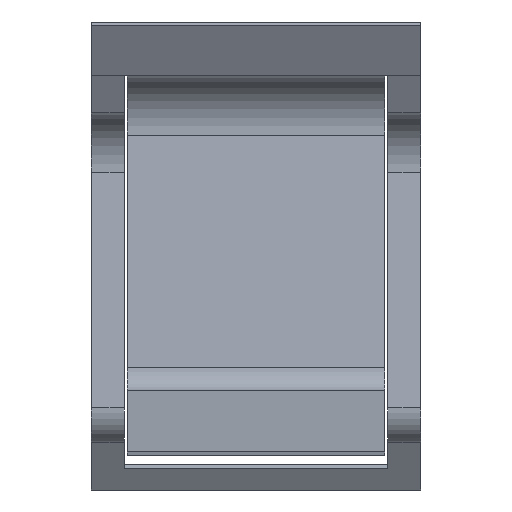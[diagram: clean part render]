
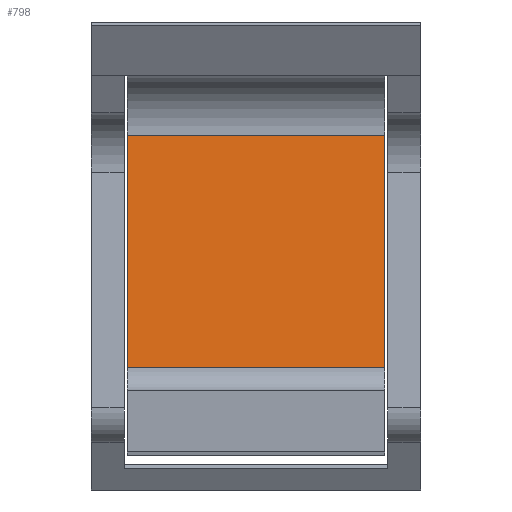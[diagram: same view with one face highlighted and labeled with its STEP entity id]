
A CAD part, front view. The second image highlights one B-rep face of the part: STEP entity #798.
In plain terms, the highlighted planar face has unit normal (0, -0.996, 0.087).
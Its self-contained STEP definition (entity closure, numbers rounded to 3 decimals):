
#90=FACE_OUTER_BOUND('',#130,.T.);
#130=EDGE_LOOP('',(#709,#710,#711,#712));
#177=LINE('',#1234,#265);
#216=LINE('',#1327,#304);
#219=LINE('',#1335,#307);
#220=LINE('',#1337,#308);
#265=VECTOR('',#989,10.);
#304=VECTOR('',#1088,10.);
#307=VECTOR('',#1097,10.);
#308=VECTOR('',#1100,10.);
#359=VERTEX_POINT('',#1231);
#360=VERTEX_POINT('',#1233);
#384=VERTEX_POINT('',#1326);
#386=VERTEX_POINT('',#1333);
#446=EDGE_CURVE('',#359,#360,#177,.T.);
#494=EDGE_CURVE('',#360,#384,#216,.T.);
#499=EDGE_CURVE('',#386,#359,#219,.T.);
#500=EDGE_CURVE('',#386,#384,#220,.T.);
#709=ORIENTED_EDGE('',*,*,#499,.F.);
#710=ORIENTED_EDGE('',*,*,#500,.T.);
#711=ORIENTED_EDGE('',*,*,#494,.F.);
#712=ORIENTED_EDGE('',*,*,#446,.F.);
#758=PLANE('',#880);
#798=ADVANCED_FACE('',(#90),#758,.F.);
#880=AXIS2_PLACEMENT_3D('',#1336,#1098,#1099);
#989=DIRECTION('',(0.,0.087,0.996));
#1088=DIRECTION('',(1.,0.,0.));
#1097=DIRECTION('',(-1.,0.,0.));
#1098=DIRECTION('center_axis',(0.,0.996,-0.087));
#1099=DIRECTION('ref_axis',(0.,0.087,0.996));
#1100=DIRECTION('',(0.,0.087,0.996));
#1231=CARTESIAN_POINT('',(-5.,413.455,203.19));
#1233=CARTESIAN_POINT('',(-5.,447.392,591.095));
#1234=CARTESIAN_POINT('',(-5.,447.392,591.095));
#1326=CARTESIAN_POINT('',(425.,447.392,591.095));
#1327=CARTESIAN_POINT('',(0.,447.392,591.095));
#1333=CARTESIAN_POINT('',(425.,413.455,203.19));
#1335=CARTESIAN_POINT('',(420.,413.455,203.19));
#1336=CARTESIAN_POINT('Origin',(0.,413.455,203.19));
#1337=CARTESIAN_POINT('',(425.,447.392,591.095));
